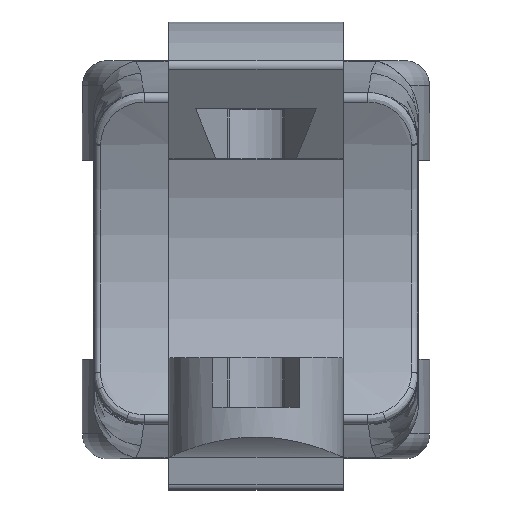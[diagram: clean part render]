
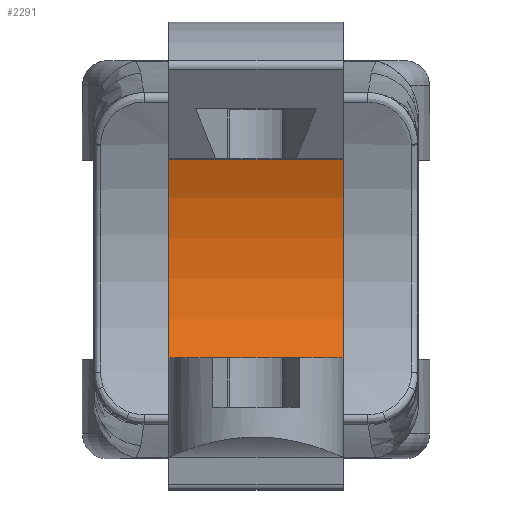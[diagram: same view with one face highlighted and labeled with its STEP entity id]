
A CAD part, top view. The second image highlights one B-rep face of the part: STEP entity #2291.
In plain terms, the highlighted cylindrical face has radius 10.254 mm (diameter 20.507 mm), a partial arc.
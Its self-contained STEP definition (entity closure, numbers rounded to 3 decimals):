
#298=FACE_OUTER_BOUND('',#428,.T.);
#428=EDGE_LOOP('',(#2070,#2071,#2072,#2073));
#562=LINE('',#5080,#696);
#563=LINE('',#5084,#697);
#696=VECTOR('',#3126,10.);
#697=VECTOR('',#3131,10.);
#741=CIRCLE('',#2365,10.254);
#842=CIRCLE('',#2539,10.254);
#935=VERTEX_POINT('',#3952);
#936=VERTEX_POINT('',#3954);
#1063=VERTEX_POINT('',#5078);
#1064=VERTEX_POINT('',#5083);
#1178=EDGE_CURVE('',#935,#936,#741,.F.);
#1405=EDGE_CURVE('',#935,#1063,#562,.T.);
#1407=EDGE_CURVE('',#936,#1064,#563,.T.);
#1409=EDGE_CURVE('',#1064,#1063,#842,.F.);
#2070=ORIENTED_EDGE('',*,*,#1407,.F.);
#2071=ORIENTED_EDGE('',*,*,#1178,.F.);
#2072=ORIENTED_EDGE('',*,*,#1405,.T.);
#2073=ORIENTED_EDGE('',*,*,#1409,.F.);
#2163=CYLINDRICAL_SURFACE('',#2538,10.254);
#2291=ADVANCED_FACE('',(#298),#2163,.F.);
#2365=AXIS2_PLACEMENT_3D('',#3955,#2702,#2703);
#2538=AXIS2_PLACEMENT_3D('',#5086,#3133,#3134);
#2539=AXIS2_PLACEMENT_3D('',#5087,#3135,#3136);
#2702=DIRECTION('center_axis',(-1.,0.,0.));
#2703=DIRECTION('ref_axis',(0.,1.,0.));
#3126=DIRECTION('',(1.,0.,0.));
#3131=DIRECTION('',(1.,0.,0.));
#3133=DIRECTION('center_axis',(1.,0.,0.));
#3134=DIRECTION('ref_axis',(0.,1.,0.));
#3135=DIRECTION('center_axis',(1.,0.,0.));
#3136=DIRECTION('ref_axis',(0.,1.,0.));
#3952=CARTESIAN_POINT('',(-3.5,-4.,-9.441));
#3954=CARTESIAN_POINT('',(-3.5,4.,-9.441));
#3955=CARTESIAN_POINT('Origin',(-3.5,0.,0.));
#5078=CARTESIAN_POINT('',(3.5,-4.,-9.441));
#5080=CARTESIAN_POINT('',(0.,-4.,-9.441));
#5083=CARTESIAN_POINT('',(3.5,4.,-9.441));
#5084=CARTESIAN_POINT('',(0.,4.,-9.441));
#5086=CARTESIAN_POINT('Origin',(0.,0.,0.));
#5087=CARTESIAN_POINT('Origin',(3.5,0.,0.));
